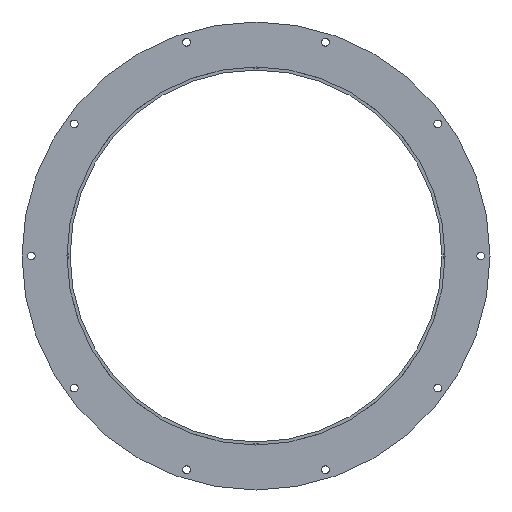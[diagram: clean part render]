
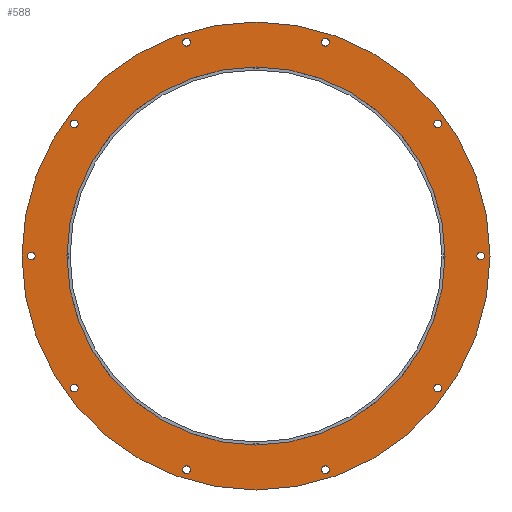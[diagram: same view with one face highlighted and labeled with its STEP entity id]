
A CAD part, front view. The second image highlights one B-rep face of the part: STEP entity #588.
In plain terms, the highlighted planar face has unit normal (0, -1, 0).
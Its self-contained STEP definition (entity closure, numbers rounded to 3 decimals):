
#42=FACE_BOUND('',#162,.T.);
#43=FACE_BOUND('',#163,.T.);
#44=FACE_BOUND('',#164,.T.);
#45=FACE_BOUND('',#165,.T.);
#46=FACE_BOUND('',#166,.T.);
#47=FACE_BOUND('',#167,.T.);
#48=FACE_BOUND('',#168,.T.);
#49=FACE_BOUND('',#169,.T.);
#50=FACE_BOUND('',#170,.T.);
#51=FACE_BOUND('',#171,.T.);
#52=FACE_BOUND('',#172,.T.);
#58=CIRCLE('',#630,122.);
#60=CIRCLE('',#639,2.5);
#62=CIRCLE('',#642,2.5);
#64=CIRCLE('',#645,2.5);
#66=CIRCLE('',#648,2.5);
#68=CIRCLE('',#651,2.5);
#70=CIRCLE('',#654,2.5);
#72=CIRCLE('',#657,2.5);
#74=CIRCLE('',#660,2.5);
#76=CIRCLE('',#663,2.5);
#78=CIRCLE('',#666,2.5);
#83=CIRCLE('',#675,151.);
#118=FACE_OUTER_BOUND('',#161,.T.);
#161=EDGE_LOOP('',(#531));
#162=EDGE_LOOP('',(#532));
#163=EDGE_LOOP('',(#533));
#164=EDGE_LOOP('',(#534));
#165=EDGE_LOOP('',(#535));
#166=EDGE_LOOP('',(#536));
#167=EDGE_LOOP('',(#537));
#168=EDGE_LOOP('',(#538));
#169=EDGE_LOOP('',(#539));
#170=EDGE_LOOP('',(#540));
#171=EDGE_LOOP('',(#541));
#172=EDGE_LOOP('',(#542));
#283=VERTEX_POINT('',#923);
#285=VERTEX_POINT('',#939);
#287=VERTEX_POINT('',#945);
#289=VERTEX_POINT('',#951);
#291=VERTEX_POINT('',#957);
#293=VERTEX_POINT('',#963);
#295=VERTEX_POINT('',#969);
#297=VERTEX_POINT('',#975);
#299=VERTEX_POINT('',#981);
#301=VERTEX_POINT('',#987);
#303=VERTEX_POINT('',#993);
#308=VERTEX_POINT('',#1010);
#344=EDGE_CURVE('',#283,#283,#58,.T.);
#351=EDGE_CURVE('',#285,#285,#60,.T.);
#354=EDGE_CURVE('',#287,#287,#62,.T.);
#357=EDGE_CURVE('',#289,#289,#64,.T.);
#360=EDGE_CURVE('',#291,#291,#66,.T.);
#363=EDGE_CURVE('',#293,#293,#68,.T.);
#366=EDGE_CURVE('',#295,#295,#70,.T.);
#369=EDGE_CURVE('',#297,#297,#72,.T.);
#372=EDGE_CURVE('',#299,#299,#74,.T.);
#375=EDGE_CURVE('',#301,#301,#76,.T.);
#378=EDGE_CURVE('',#303,#303,#78,.T.);
#386=EDGE_CURVE('',#308,#308,#83,.T.);
#531=ORIENTED_EDGE('',*,*,#386,.F.);
#532=ORIENTED_EDGE('',*,*,#351,.T.);
#533=ORIENTED_EDGE('',*,*,#354,.T.);
#534=ORIENTED_EDGE('',*,*,#357,.T.);
#535=ORIENTED_EDGE('',*,*,#360,.T.);
#536=ORIENTED_EDGE('',*,*,#363,.T.);
#537=ORIENTED_EDGE('',*,*,#366,.T.);
#538=ORIENTED_EDGE('',*,*,#369,.T.);
#539=ORIENTED_EDGE('',*,*,#372,.T.);
#540=ORIENTED_EDGE('',*,*,#375,.T.);
#541=ORIENTED_EDGE('',*,*,#378,.T.);
#542=ORIENTED_EDGE('',*,*,#344,.F.);
#558=PLANE('',#677);
#588=ADVANCED_FACE('',(#118,#42,#43,#44,#45,#46,#47,#48,#49,#50,#51,#52),
#558,.F.);
#630=AXIS2_PLACEMENT_3D('',#925,#741,#742);
#639=AXIS2_PLACEMENT_3D('',#941,#764,#765);
#642=AXIS2_PLACEMENT_3D('',#947,#771,#772);
#645=AXIS2_PLACEMENT_3D('',#953,#778,#779);
#648=AXIS2_PLACEMENT_3D('',#959,#785,#786);
#651=AXIS2_PLACEMENT_3D('',#965,#792,#793);
#654=AXIS2_PLACEMENT_3D('',#971,#799,#800);
#657=AXIS2_PLACEMENT_3D('',#977,#806,#807);
#660=AXIS2_PLACEMENT_3D('',#983,#813,#814);
#663=AXIS2_PLACEMENT_3D('',#989,#820,#821);
#666=AXIS2_PLACEMENT_3D('',#995,#827,#828);
#675=AXIS2_PLACEMENT_3D('',#1012,#848,#849);
#677=AXIS2_PLACEMENT_3D('',#1014,#852,#853);
#741=DIRECTION('center_axis',(0.,-1.,0.));
#742=DIRECTION('ref_axis',(1.,0.,0.));
#764=DIRECTION('center_axis',(0.,1.,0.));
#765=DIRECTION('ref_axis',(1.,0.,0.));
#771=DIRECTION('center_axis',(0.,1.,0.));
#772=DIRECTION('ref_axis',(1.,0.,0.));
#778=DIRECTION('center_axis',(0.,1.,0.));
#779=DIRECTION('ref_axis',(1.,0.,0.));
#785=DIRECTION('center_axis',(0.,1.,0.));
#786=DIRECTION('ref_axis',(1.,0.,0.));
#792=DIRECTION('center_axis',(0.,1.,0.));
#793=DIRECTION('ref_axis',(1.,0.,0.));
#799=DIRECTION('center_axis',(0.,1.,0.));
#800=DIRECTION('ref_axis',(1.,0.,0.));
#806=DIRECTION('center_axis',(0.,1.,0.));
#807=DIRECTION('ref_axis',(1.,0.,0.));
#813=DIRECTION('center_axis',(0.,1.,0.));
#814=DIRECTION('ref_axis',(1.,0.,0.));
#820=DIRECTION('center_axis',(0.,1.,0.));
#821=DIRECTION('ref_axis',(1.,0.,0.));
#827=DIRECTION('center_axis',(0.,1.,0.));
#828=DIRECTION('ref_axis',(1.,0.,0.));
#848=DIRECTION('center_axis',(0.,1.,0.));
#849=DIRECTION('ref_axis',(-1.,0.,0.));
#852=DIRECTION('center_axis',(0.,1.,0.));
#853=DIRECTION('ref_axis',(0.,0.,1.));
#923=CARTESIAN_POINT('',(-122.,0.,0.));
#925=CARTESIAN_POINT('Origin',(0.,0.,0.));
#939=CARTESIAN_POINT('',(-147.5,0.,0.));
#941=CARTESIAN_POINT('Origin',(-145.,0.,0.));
#945=CARTESIAN_POINT('',(114.807,0.,85.229));
#947=CARTESIAN_POINT('Origin',(117.307,0.,85.229));
#951=CARTESIAN_POINT('',(42.307,0.,-137.903));
#953=CARTESIAN_POINT('Origin',(44.807,0.,-137.903));
#957=CARTESIAN_POINT('',(42.307,0.,137.903));
#959=CARTESIAN_POINT('Origin',(44.807,0.,137.903));
#963=CARTESIAN_POINT('',(-119.807,0.,-85.229));
#965=CARTESIAN_POINT('Origin',(-117.307,0.,-85.229));
#969=CARTESIAN_POINT('',(-119.807,0.,85.229));
#971=CARTESIAN_POINT('Origin',(-117.307,0.,85.229));
#975=CARTESIAN_POINT('',(142.5,0.,0.));
#977=CARTESIAN_POINT('Origin',(145.,0.,0.));
#981=CARTESIAN_POINT('',(114.807,0.,-85.229));
#983=CARTESIAN_POINT('Origin',(117.307,0.,-85.229));
#987=CARTESIAN_POINT('',(-47.307,0.,137.903));
#989=CARTESIAN_POINT('Origin',(-44.807,0.,137.903));
#993=CARTESIAN_POINT('',(-47.307,0.,-137.903));
#995=CARTESIAN_POINT('Origin',(-44.807,0.,-137.903));
#1010=CARTESIAN_POINT('',(151.,0.,0.));
#1012=CARTESIAN_POINT('Origin',(0.,0.,0.));
#1014=CARTESIAN_POINT('Origin',(0.,0.,0.));
